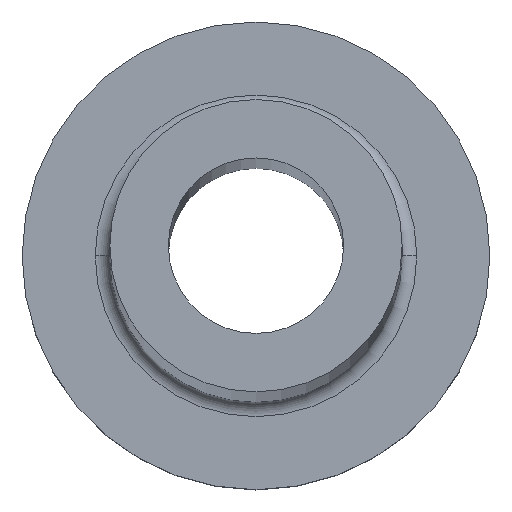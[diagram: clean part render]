
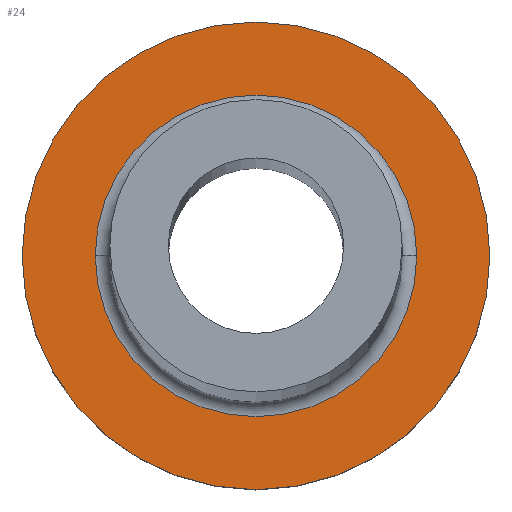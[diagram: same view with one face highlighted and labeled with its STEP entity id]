
A CAD part, top view. The second image highlights one B-rep face of the part: STEP entity #24.
In plain terms, the highlighted planar face has unit normal (0, 0, 1).
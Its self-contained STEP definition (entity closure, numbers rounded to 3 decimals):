
#10 = DIRECTION ( 'NONE',  ( 0., 0., -1. ) ) ;
#19 = CARTESIAN_POINT ( 'NONE',  ( 0., 0., 5. ) ) ;
#24 = ADVANCED_FACE ( 'NONE', ( #320, #171 ), #206, .T. ) ;
#25 = VERTEX_POINT ( 'NONE', #145 ) ;
#27 = CARTESIAN_POINT ( 'NONE',  ( 0., 0., 5. ) ) ;
#41 = CIRCLE ( 'NONE', #362, 5.5 ) ;
#60 = ORIENTED_EDGE ( 'NONE', *, *, #377, .T. ) ;
#63 = CIRCLE ( 'NONE', #299, 8. ) ;
#65 = CARTESIAN_POINT ( 'NONE',  ( 0., 0., 5. ) ) ;
#78 = EDGE_CURVE ( 'NONE', #25, #289, #129, .T. ) ;
#85 = DIRECTION ( 'NONE',  ( 1., 0., 0. ) ) ;
#90 = AXIS2_PLACEMENT_3D ( 'NONE', #19, #348, #368 ) ;
#129 = CIRCLE ( 'NONE', #280, 8. ) ;
#145 = CARTESIAN_POINT ( 'NONE',  ( 8., 0., 5. ) ) ;
#150 = DIRECTION ( 'NONE',  ( 1., 0., 0. ) ) ;
#166 = CARTESIAN_POINT ( 'NONE',  ( -8., 0., 5. ) ) ;
#171 = FACE_OUTER_BOUND ( 'NONE', #381, .T. ) ;
#191 = ORIENTED_EDGE ( 'NONE', *, *, #217, .T. ) ;
#198 = ORIENTED_EDGE ( 'NONE', *, *, #314, .T. ) ;
#202 = DIRECTION ( 'NONE',  ( 0., 0., 1. ) ) ;
#206 = PLANE ( 'NONE',  #278 ) ;
#217 = EDGE_CURVE ( 'NONE', #376, #294, #41, .T. ) ;
#222 = CARTESIAN_POINT ( 'NONE',  ( 0., 0., 5. ) ) ;
#240 = DIRECTION ( 'NONE',  ( 1., 0., 0. ) ) ;
#242 = CIRCLE ( 'NONE', #90, 5.5 ) ;
#252 = CARTESIAN_POINT ( 'NONE',  ( -5.5, 0., 5. ) ) ;
#270 = DIRECTION ( 'NONE',  ( 1., 0., 0. ) ) ;
#278 = AXIS2_PLACEMENT_3D ( 'NONE', #27, #202, #270 ) ;
#280 = AXIS2_PLACEMENT_3D ( 'NONE', #65, #298, #150 ) ;
#289 = VERTEX_POINT ( 'NONE', #166 ) ;
#294 = VERTEX_POINT ( 'NONE', #252 ) ;
#298 = DIRECTION ( 'NONE',  ( 0., 0., 1. ) ) ;
#299 = AXIS2_PLACEMENT_3D ( 'NONE', #222, #341, #85 ) ;
#302 = CARTESIAN_POINT ( 'NONE',  ( 0., 0., 5. ) ) ;
#314 = EDGE_CURVE ( 'NONE', #294, #376, #242, .T. ) ;
#320 = FACE_BOUND ( 'NONE', #356, .T. ) ;
#341 = DIRECTION ( 'NONE',  ( 0., 0., 1. ) ) ;
#342 = ORIENTED_EDGE ( 'NONE', *, *, #78, .T. ) ;
#348 = DIRECTION ( 'NONE',  ( 0., 0., -1. ) ) ;
#356 = EDGE_LOOP ( 'NONE', ( #191, #198 ) ) ;
#362 = AXIS2_PLACEMENT_3D ( 'NONE', #302, #10, #240 ) ;
#368 = DIRECTION ( 'NONE',  ( 1., 0., 0. ) ) ;
#372 = CARTESIAN_POINT ( 'NONE',  ( 5.5, 0., 5. ) ) ;
#376 = VERTEX_POINT ( 'NONE', #372 ) ;
#377 = EDGE_CURVE ( 'NONE', #289, #25, #63, .T. ) ;
#381 = EDGE_LOOP ( 'NONE', ( #60, #342 ) ) ;
